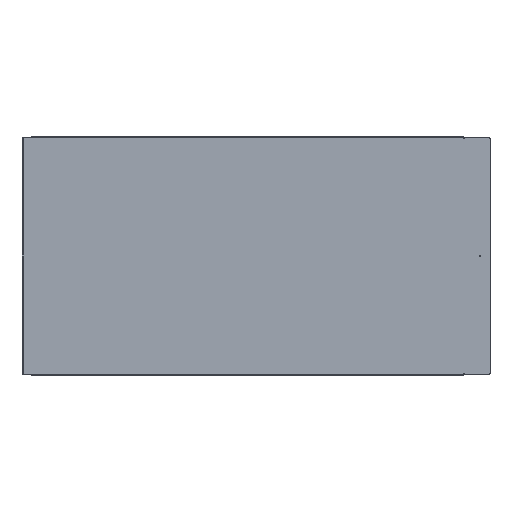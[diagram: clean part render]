
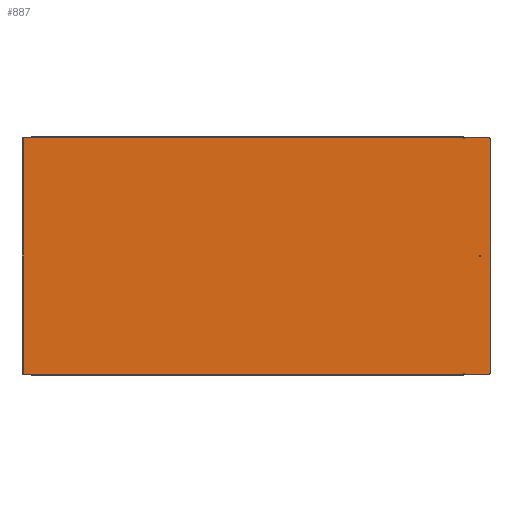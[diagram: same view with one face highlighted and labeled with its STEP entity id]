
A CAD part, front view. The second image highlights one B-rep face of the part: STEP entity #887.
In plain terms, the highlighted planar face has unit normal (0, -1, 0).
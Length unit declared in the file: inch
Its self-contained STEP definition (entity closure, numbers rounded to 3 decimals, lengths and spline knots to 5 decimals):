
#28=FACE_BOUND('',#136,.T.);
#39=PLANE('',#978);
#73=FACE_OUTER_BOUND('',#135,.T.);
#135=EDGE_LOOP('',(#683,#684,#685,#686,#687,#688,#689,#690,#691,#692,#693,
#694,#695,#696));
#136=EDGE_LOOP('',(#697));
#202=LINE('',#1423,#285);
#214=LINE('',#1456,#297);
#216=LINE('',#1460,#299);
#217=LINE('',#1464,#300);
#218=LINE('',#1466,#301);
#219=LINE('',#1468,#302);
#220=LINE('',#1470,#303);
#221=LINE('',#1472,#304);
#222=LINE('',#1475,#305);
#223=LINE('',#1476,#306);
#285=VECTOR('',#1134,0.3937);
#297=VECTOR('',#1160,0.3937);
#299=VECTOR('',#1164,0.3937);
#300=VECTOR('',#1167,0.3937);
#301=VECTOR('',#1168,0.3937);
#302=VECTOR('',#1169,0.3937);
#303=VECTOR('',#1170,0.3937);
#304=VECTOR('',#1171,0.3937);
#305=VECTOR('',#1174,0.3937);
#306=VECTOR('',#1175,0.3937);
#339=CIRCLE('',#939,0.065);
#358=CIRCLE('',#969,0.075);
#362=CIRCLE('',#976,0.075);
#363=CIRCLE('',#979,0.0315);
#364=CIRCLE('',#980,0.0315);
#385=VERTEX_POINT('',#1322);
#421=VERTEX_POINT('',#1413);
#422=VERTEX_POINT('',#1415);
#424=VERTEX_POINT('',#1421);
#436=VERTEX_POINT('',#1449);
#437=VERTEX_POINT('',#1451);
#438=VERTEX_POINT('',#1455);
#439=VERTEX_POINT('',#1459);
#440=VERTEX_POINT('',#1461);
#441=VERTEX_POINT('',#1463);
#442=VERTEX_POINT('',#1465);
#443=VERTEX_POINT('',#1467);
#444=VERTEX_POINT('',#1469);
#445=VERTEX_POINT('',#1471);
#446=VERTEX_POINT('',#1473);
#463=EDGE_CURVE('',#385,#385,#339,.T.);
#508=EDGE_CURVE('',#421,#422,#358,.T.);
#512=EDGE_CURVE('',#421,#424,#202,.T.);
#526=EDGE_CURVE('',#436,#437,#362,.T.);
#528=EDGE_CURVE('',#438,#437,#214,.T.);
#530=EDGE_CURVE('',#424,#439,#216,.T.);
#531=EDGE_CURVE('',#439,#440,#363,.T.);
#532=EDGE_CURVE('',#440,#441,#217,.T.);
#533=EDGE_CURVE('',#441,#442,#218,.T.);
#534=EDGE_CURVE('',#442,#443,#219,.T.);
#535=EDGE_CURVE('',#444,#443,#220,.T.);
#536=EDGE_CURVE('',#444,#445,#221,.T.);
#537=EDGE_CURVE('',#445,#446,#364,.T.);
#538=EDGE_CURVE('',#446,#438,#222,.T.);
#539=EDGE_CURVE('',#436,#422,#223,.T.);
#683=ORIENTED_EDGE('',*,*,#508,.F.);
#684=ORIENTED_EDGE('',*,*,#512,.T.);
#685=ORIENTED_EDGE('',*,*,#530,.T.);
#686=ORIENTED_EDGE('',*,*,#531,.T.);
#687=ORIENTED_EDGE('',*,*,#532,.T.);
#688=ORIENTED_EDGE('',*,*,#533,.T.);
#689=ORIENTED_EDGE('',*,*,#534,.T.);
#690=ORIENTED_EDGE('',*,*,#535,.F.);
#691=ORIENTED_EDGE('',*,*,#536,.T.);
#692=ORIENTED_EDGE('',*,*,#537,.T.);
#693=ORIENTED_EDGE('',*,*,#538,.T.);
#694=ORIENTED_EDGE('',*,*,#528,.T.);
#695=ORIENTED_EDGE('',*,*,#526,.F.);
#696=ORIENTED_EDGE('',*,*,#539,.T.);
#697=ORIENTED_EDGE('',*,*,#463,.T.);
#887=ADVANCED_FACE('',(#73,#28),#39,.F.);
#939=AXIS2_PLACEMENT_3D('',#1323,#1041,#1042);
#969=AXIS2_PLACEMENT_3D('',#1416,#1127,#1128);
#976=AXIS2_PLACEMENT_3D('',#1452,#1155,#1156);
#978=AXIS2_PLACEMENT_3D('',#1458,#1162,#1163);
#979=AXIS2_PLACEMENT_3D('',#1462,#1165,#1166);
#980=AXIS2_PLACEMENT_3D('',#1474,#1172,#1173);
#1041=DIRECTION('center_axis',(0.,1.,0.));
#1042=DIRECTION('ref_axis',(0.,0.,-1.));
#1127=DIRECTION('center_axis',(0.,1.,0.));
#1128=DIRECTION('ref_axis',(0.707,0.,0.707));
#1134=DIRECTION('',(-1.,0.,0.));
#1155=DIRECTION('center_axis',(0.,1.,0.));
#1156=DIRECTION('ref_axis',(0.707,0.,-0.707));
#1160=DIRECTION('',(1.,0.,0.));
#1162=DIRECTION('center_axis',(0.,1.,0.));
#1163=DIRECTION('ref_axis',(1.,0.,0.));
#1164=DIRECTION('',(0.,0.,-1.));
#1165=DIRECTION('center_axis',(0.,1.,0.));
#1166=DIRECTION('ref_axis',(-1.,0.,0.));
#1167=DIRECTION('',(-1.,0.,0.));
#1168=DIRECTION('',(-1.,0.,0.));
#1169=DIRECTION('',(0.,0.,-1.));
#1170=DIRECTION('',(-1.,0.,0.));
#1171=DIRECTION('',(1.,0.,0.));
#1172=DIRECTION('center_axis',(0.,1.,0.));
#1173=DIRECTION('ref_axis',(-1.,0.,0.));
#1174=DIRECTION('',(0.,0.,-1.));
#1175=DIRECTION('',(0.,0.,1.));
#1322=CARTESIAN_POINT('',(31.15,6.8,-8.51009));
#1323=CARTESIAN_POINT('Origin',(31.15,6.8,-8.57509));
#1413=CARTESIAN_POINT('',(31.795,6.8,0.025));
#1415=CARTESIAN_POINT('',(31.87,6.8,-0.05));
#1416=CARTESIAN_POINT('Origin',(31.795,6.8,-0.05));
#1421=CARTESIAN_POINT('',(29.998,6.8,0.025));
#1423=CARTESIAN_POINT('',(32.,6.8,0.025));
#1449=CARTESIAN_POINT('',(31.87,6.8,-17.1));
#1451=CARTESIAN_POINT('',(31.795,6.8,-17.175));
#1452=CARTESIAN_POINT('Origin',(31.795,6.8,-17.1));
#1455=CARTESIAN_POINT('',(29.998,6.8,-17.175));
#1456=CARTESIAN_POINT('',(0.,6.8,-17.175));
#1458=CARTESIAN_POINT('Origin',(16.,6.8,-8.575));
#1459=CARTESIAN_POINT('',(29.998,6.8,-0.014));
#1460=CARTESIAN_POINT('',(29.998,6.8,-4.275));
#1461=CARTESIAN_POINT('',(29.935,6.8,-0.014));
#1462=CARTESIAN_POINT('Origin',(29.9665,6.8,-0.014));
#1463=CARTESIAN_POINT('',(-1.37,6.8,-0.014));
#1464=CARTESIAN_POINT('',(22.9675,6.8,-0.014));
#1465=CARTESIAN_POINT('',(-1.961,6.8,-0.014));
#1466=CARTESIAN_POINT('',(0.13,6.8,-0.014));
#1467=CARTESIAN_POINT('',(-1.961,6.8,-17.136));
#1468=CARTESIAN_POINT('',(-1.961,6.8,-4.2945));
#1469=CARTESIAN_POINT('',(-1.37,6.8,-17.136));
#1470=CARTESIAN_POINT('',(0.13,6.8,-17.136));
#1471=CARTESIAN_POINT('',(29.935,6.8,-17.136));
#1472=CARTESIAN_POINT('',(8.,6.8,-17.136));
#1473=CARTESIAN_POINT('',(29.998,6.8,-17.136));
#1474=CARTESIAN_POINT('Origin',(29.9665,6.8,-17.136));
#1475=CARTESIAN_POINT('',(29.998,6.8,-12.8555));
#1476=CARTESIAN_POINT('',(31.87,6.8,-17.095));
